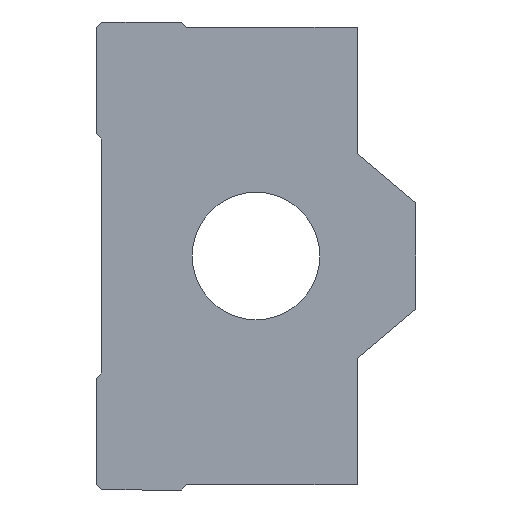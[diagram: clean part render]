
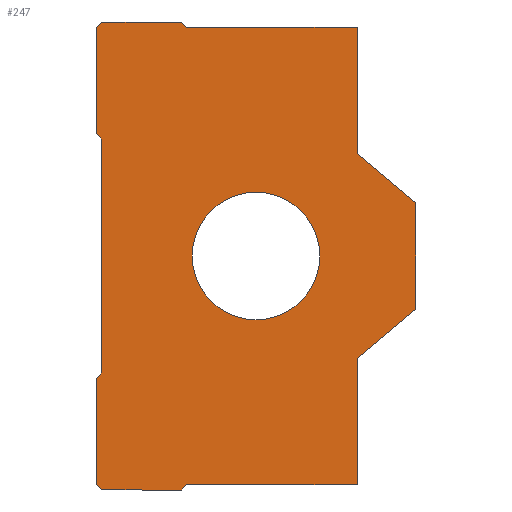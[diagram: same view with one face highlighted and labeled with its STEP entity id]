
A CAD part, left-side view. The second image highlights one B-rep face of the part: STEP entity #247.
In plain terms, the highlighted planar face has unit normal (-1, 0, 0).
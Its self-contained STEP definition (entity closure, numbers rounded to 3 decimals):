
#1 = EDGE_CURVE ( 'NONE', #236, #240, #496, .T. ) ;
#5 = EDGE_CURVE ( 'NONE', #196, #169, #495, .T. ) ;
#9 = EDGE_CURVE ( 'NONE', #172, #137, #494, .T. ) ;
#30 = EDGE_CURVE ( 'NONE', #181, #207, #614, .T. ) ;
#32 = EDGE_CURVE ( 'NONE', #218, #181, #610, .T. ) ;
#35 = EDGE_CURVE ( 'NONE', #238, #191, #426, .T. ) ;
#50 = EDGE_CURVE ( 'NONE', #194, #218, #471, .T. ) ;
#57 = EDGE_CURVE ( 'NONE', #169, #172, #484, .T. ) ;
#61 = EDGE_CURVE ( 'NONE', #239, #243, #404, .T. ) ;
#62 = EDGE_CURVE ( 'NONE', #199, #196, #481, .T. ) ;
#67 = EDGE_CURVE ( 'NONE', #240, #239, #630, .T. ) ;
#71 = AXIS2_PLACEMENT_3D ( 'NONE', #748, #692, #850 ) ;
#77 = EDGE_CURVE ( 'NONE', #243, #238, #396, .T. ) ;
#84 = AXIS2_PLACEMENT_3D ( 'NONE', #860, #724, #683 ) ;
#99 = EDGE_CURVE ( 'NONE', #170, #236, #373, .T. ) ;
#107 = EDGE_CURVE ( 'NONE', #137, #170, #365, .T. ) ;
#112 = EDGE_CURVE ( 'NONE', #191, #194, #390, .T. ) ;
#117 = EDGE_CURVE ( 'NONE', #206, #199, #366, .T. ) ;
#119 = EDGE_CURVE ( 'NONE', #744, #744, #354, .T. ) ;
#121 = EDGE_CURVE ( 'NONE', #227, #206, #391, .T. ) ;
#123 = EDGE_CURVE ( 'NONE', #207, #227, #351, .T. ) ;
#137 = VERTEX_POINT ( 'NONE', #820 ) ;
#143 = CARTESIAN_POINT ( 'NONE',  ( -38.5, 15., -11.5 ) ) ;
#145 = DIRECTION ( 'NONE',  ( 0., 0., 1. ) ) ;
#151 = CARTESIAN_POINT ( 'NONE',  ( -38.5, 6.5, -21.5 ) ) ;
#152 = DIRECTION ( 'NONE',  ( 0., -0.707, 0.707 ) ) ;
#153 = CARTESIAN_POINT ( 'NONE',  ( -38.5, 15., -21.5 ) ) ;
#162 = CARTESIAN_POINT ( 'NONE',  ( -38.5, 14.5, 22. ) ) ;
#164 = CARTESIAN_POINT ( 'NONE',  ( -38.5, -15., -5. ) ) ;
#167 = DIRECTION ( 'NONE',  ( 0., 1., 0. ) ) ;
#169 = VERTEX_POINT ( 'NONE', #723 ) ;
#170 = VERTEX_POINT ( 'NONE', #749 ) ;
#172 = VERTEX_POINT ( 'NONE', #732 ) ;
#179 = CARTESIAN_POINT ( 'NONE',  ( -38.5, 14.5, -11. ) ) ;
#181 = VERTEX_POINT ( 'NONE', #684 ) ;
#184 = DIRECTION ( 'NONE',  ( 0., -0.707, 0.707 ) ) ;
#191 = VERTEX_POINT ( 'NONE', #857 ) ;
#194 = VERTEX_POINT ( 'NONE', #702 ) ;
#196 = VERTEX_POINT ( 'NONE', #811 ) ;
#197 = DIRECTION ( 'NONE',  ( 0., -0.707, -0.707 ) ) ;
#199 = VERTEX_POINT ( 'NONE', #810 ) ;
#206 = VERTEX_POINT ( 'NONE', #846 ) ;
#207 = VERTEX_POINT ( 'NONE', #713 ) ;
#208 = CARTESIAN_POINT ( 'NONE',  ( -38.5, 15., 11.5 ) ) ;
#216 = CARTESIAN_POINT ( 'NONE',  ( -38.5, 7., 22. ) ) ;
#217 = CARTESIAN_POINT ( 'NONE',  ( -38.5, 6.5, 21.5 ) ) ;
#218 = VERTEX_POINT ( 'NONE', #863 ) ;
#220 = DIRECTION ( 'NONE',  ( 0., 0., -1. ) ) ;
#221 = CARTESIAN_POINT ( 'NONE',  ( -38.5, -9.5, -9.615 ) ) ;
#223 = DIRECTION ( 'NONE',  ( 0., -1., 0. ) ) ;
#224 = DIRECTION ( 'NONE',  ( 0., 0.707, 0.707 ) ) ;
#226 = CARTESIAN_POINT ( 'NONE',  ( -38.5, -15., 5. ) ) ;
#227 = VERTEX_POINT ( 'NONE', #710 ) ;
#228 = DIRECTION ( 'NONE',  ( 0., 0.707, 0.707 ) ) ;
#233 = DIRECTION ( 'NONE',  ( 0., 0., -1. ) ) ;
#236 = VERTEX_POINT ( 'NONE', #709 ) ;
#237 = DIRECTION ( 'NONE',  ( 0., 0.766, -0.643 ) ) ;
#238 = VERTEX_POINT ( 'NONE', #679 ) ;
#239 = VERTEX_POINT ( 'NONE', #861 ) ;
#240 = VERTEX_POINT ( 'NONE', #795 ) ;
#243 = VERTEX_POINT ( 'NONE', #868 ) ;
#247 = ADVANCED_FACE ( 'NONE', ( #350, #326 ), #717, .T. ) ;
#326 = FACE_OUTER_BOUND ( 'NONE', #518, .T. ) ;
#349 = VECTOR ( 'NONE', #827, 1000. ) ;
#350 = FACE_BOUND ( 'NONE', #628, .T. ) ;
#351 = LINE ( 'NONE', #662, #349 ) ;
#353 = VECTOR ( 'NONE', #712, 1000. ) ;
#354 = CIRCLE ( 'NONE', #71, 6. ) ;
#358 = VECTOR ( 'NONE', #673, 1000. ) ;
#361 = VECTOR ( 'NONE', #773, 1000. ) ;
#364 = VECTOR ( 'NONE', #648, 1000. ) ;
#365 = LINE ( 'NONE', #814, #364 ) ;
#366 = LINE ( 'NONE', #816, #358 ) ;
#372 = VECTOR ( 'NONE', #807, 1000. ) ;
#373 = LINE ( 'NONE', #675, #372 ) ;
#389 = VECTOR ( 'NONE', #755, 1000. ) ;
#390 = LINE ( 'NONE', #879, #361 ) ;
#391 = LINE ( 'NONE', #720, #353 ) ;
#392 = VECTOR ( 'NONE', #233, 1000. ) ;
#394 = VECTOR ( 'NONE', #145, 1000. ) ;
#396 = LINE ( 'NONE', #815, #389 ) ;
#398 = VECTOR ( 'NONE', #184, 1000. ) ;
#404 = LINE ( 'NONE', #179, #398 ) ;
#412 = VECTOR ( 'NONE', #197, 1000. ) ;
#414 = ORIENTED_EDGE ( 'NONE', *, *, #121, .F. ) ;
#426 = LINE ( 'NONE', #208, #515 ) ;
#430 = VECTOR ( 'NONE', #223, 1000. ) ;
#471 = LINE ( 'NONE', #162, #477 ) ;
#477 = VECTOR ( 'NONE', #152, 1000. ) ;
#481 = LINE ( 'NONE', #226, #392 ) ;
#484 = LINE ( 'NONE', #221, #490 ) ;
#490 = VECTOR ( 'NONE', #220, 1000. ) ;
#493 = VECTOR ( 'NONE', #167, 1000. ) ;
#494 = LINE ( 'NONE', #151, #493 ) ;
#495 = LINE ( 'NONE', #164, #500 ) ;
#496 = LINE ( 'NONE', #153, #613 ) ;
#500 = VECTOR ( 'NONE', #237, 1000. ) ;
#510 = ORIENTED_EDGE ( 'NONE', *, *, #1, .F. ) ;
#511 = ORIENTED_EDGE ( 'NONE', *, *, #61, .F. ) ;
#515 = VECTOR ( 'NONE', #224, 1000. ) ;
#518 = EDGE_LOOP ( 'NONE', ( #414, #586, #556, #608, #596, #535, #544, #605, #511, #602, #510, #620, #612, #553, #522, #524, #525, #526 ) ) ;
#522 = ORIENTED_EDGE ( 'NONE', *, *, #57, .F. ) ;
#524 = ORIENTED_EDGE ( 'NONE', *, *, #5, .F. ) ;
#525 = ORIENTED_EDGE ( 'NONE', *, *, #62, .F. ) ;
#526 = ORIENTED_EDGE ( 'NONE', *, *, #117, .F. ) ;
#535 = ORIENTED_EDGE ( 'NONE', *, *, #112, .F. ) ;
#544 = ORIENTED_EDGE ( 'NONE', *, *, #35, .F. ) ;
#548 = ORIENTED_EDGE ( 'NONE', *, *, #119, .T. ) ;
#553 = ORIENTED_EDGE ( 'NONE', *, *, #9, .F. ) ;
#556 = ORIENTED_EDGE ( 'NONE', *, *, #30, .F. ) ;
#586 = ORIENTED_EDGE ( 'NONE', *, *, #123, .F. ) ;
#596 = ORIENTED_EDGE ( 'NONE', *, *, #50, .F. ) ;
#602 = ORIENTED_EDGE ( 'NONE', *, *, #67, .F. ) ;
#605 = ORIENTED_EDGE ( 'NONE', *, *, #77, .F. ) ;
#608 = ORIENTED_EDGE ( 'NONE', *, *, #32, .F. ) ;
#610 = LINE ( 'NONE', #216, #430 ) ;
#612 = ORIENTED_EDGE ( 'NONE', *, *, #107, .F. ) ;
#613 = VECTOR ( 'NONE', #228, 1000. ) ;
#614 = LINE ( 'NONE', #217, #412 ) ;
#620 = ORIENTED_EDGE ( 'NONE', *, *, #99, .F. ) ;
#628 = EDGE_LOOP ( 'NONE', ( #548 ) ) ;
#630 = LINE ( 'NONE', #143, #394 ) ;
#648 = DIRECTION ( 'NONE',  ( 0., 0.707, -0.707 ) ) ;
#662 = CARTESIAN_POINT ( 'NONE',  ( -38.5, -9.5, 21.5 ) ) ;
#673 = DIRECTION ( 'NONE',  ( 0., -0.766, -0.643 ) ) ;
#675 = CARTESIAN_POINT ( 'NONE',  ( -38.5, 14.5, -22. ) ) ;
#679 = CARTESIAN_POINT ( 'NONE',  ( -38.5, 14.5, 11. ) ) ;
#683 = DIRECTION ( 'NONE',  ( 0., 0., 1. ) ) ;
#684 = CARTESIAN_POINT ( 'NONE',  ( -38.5, 7., 22. ) ) ;
#692 = DIRECTION ( 'NONE',  ( 1., 0., 0. ) ) ;
#699 = CARTESIAN_POINT ( 'NONE',  ( -38.5, 0., -6. ) ) ;
#702 = CARTESIAN_POINT ( 'NONE',  ( -38.5, 15., 21.5 ) ) ;
#709 = CARTESIAN_POINT ( 'NONE',  ( -38.5, 14.5, -22. ) ) ;
#710 = CARTESIAN_POINT ( 'NONE',  ( -38.5, -9.5, 21.5 ) ) ;
#712 = DIRECTION ( 'NONE',  ( 0., 0., -1. ) ) ;
#713 = CARTESIAN_POINT ( 'NONE',  ( -38.5, 6.5, 21.5 ) ) ;
#717 = PLANE ( 'NONE',  #84 ) ;
#720 = CARTESIAN_POINT ( 'NONE',  ( -38.5, -9.5, 21.5 ) ) ;
#723 = CARTESIAN_POINT ( 'NONE',  ( -38.5, -9.5, -9.615 ) ) ;
#724 = DIRECTION ( 'NONE',  ( -1., 0., 0. ) ) ;
#732 = CARTESIAN_POINT ( 'NONE',  ( -38.5, -9.5, -21.5 ) ) ;
#744 = VERTEX_POINT ( 'NONE', #699 ) ;
#748 = CARTESIAN_POINT ( 'NONE',  ( -38.5, 0., 0. ) ) ;
#749 = CARTESIAN_POINT ( 'NONE',  ( -38.5, 7., -22. ) ) ;
#755 = DIRECTION ( 'NONE',  ( 0., 0., 1. ) ) ;
#773 = DIRECTION ( 'NONE',  ( 0., 0., 1. ) ) ;
#795 = CARTESIAN_POINT ( 'NONE',  ( -38.5, 15., -21.5 ) ) ;
#807 = DIRECTION ( 'NONE',  ( 0., 1., 0. ) ) ;
#810 = CARTESIAN_POINT ( 'NONE',  ( -38.5, -15., 5. ) ) ;
#811 = CARTESIAN_POINT ( 'NONE',  ( -38.5, -15., -5. ) ) ;
#814 = CARTESIAN_POINT ( 'NONE',  ( -38.5, 7., -22. ) ) ;
#815 = CARTESIAN_POINT ( 'NONE',  ( -38.5, 14.5, 11. ) ) ;
#816 = CARTESIAN_POINT ( 'NONE',  ( -38.5, -15., 5. ) ) ;
#820 = CARTESIAN_POINT ( 'NONE',  ( -38.5, 6.5, -21.5 ) ) ;
#827 = DIRECTION ( 'NONE',  ( 0., -1., 0. ) ) ;
#846 = CARTESIAN_POINT ( 'NONE',  ( -38.5, -9.5, 9.615 ) ) ;
#850 = DIRECTION ( 'NONE',  ( 0., 0., -1. ) ) ;
#857 = CARTESIAN_POINT ( 'NONE',  ( -38.5, 15., 11.5 ) ) ;
#860 = CARTESIAN_POINT ( 'NONE',  ( -38.5, -9.5, -21.5 ) ) ;
#861 = CARTESIAN_POINT ( 'NONE',  ( -38.5, 15., -11.5 ) ) ;
#863 = CARTESIAN_POINT ( 'NONE',  ( -38.5, 14.5, 22. ) ) ;
#868 = CARTESIAN_POINT ( 'NONE',  ( -38.5, 14.5, -11. ) ) ;
#879 = CARTESIAN_POINT ( 'NONE',  ( -38.5, 15., 21.5 ) ) ;
